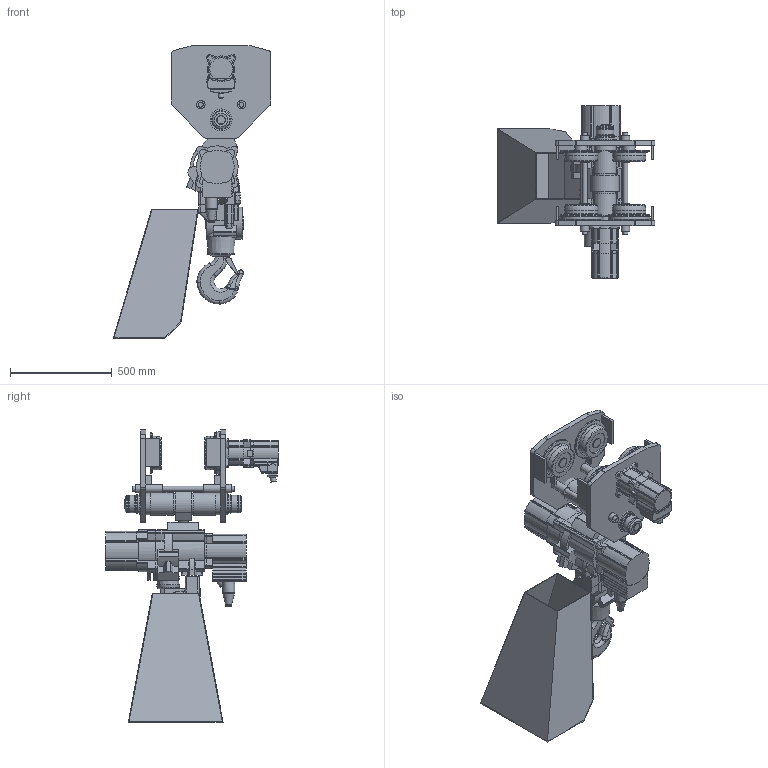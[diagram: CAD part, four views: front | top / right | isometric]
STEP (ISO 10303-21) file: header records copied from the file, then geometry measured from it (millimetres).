
FILE_DESCRIPTION(('STEP AP214'),'1');
FILE_NAME('PMH Profi Lufttelfer 16000-3 TI med driven åkvagn.stp','2013-06-27T08:10:58',(' '),(' '),'Spatial InterOp 3D',' ',' ');
FILE_SCHEMA(('automotive_design'));
Length unit declared in the file: millimetre
Products named in the file (25): Motor BI LUFT; Motor NM3BI; Steuerventil BI Luft; Geraet Profi  16 TI LUFT L; Getriebe TI 257; Mittelteil Profi  16 TI; Unterflasche  16T mit Haken; Unterflasche  16T; Lasthaken  16T; Lastoese 16T; PMH Profi Lufttelfer 16000_3 TI med driven _kvagn; LM 10-15T III LUFT; Hinterteil L10 kpl; Vorderteil L10 kpl; Distanzierung L10 III; Motor NM1BI LUFT; Motor NM1BI; Steuerventil NM1BI; Luftanschluss NM1BI; DP 025-2TI WF; Getriebemotor NM1BI 25 LUFT; Flansch TI GM 25; Getriebe TI 25 GM; Flansch TI GM 25 Abtrieb; Kettenkasten Typ 14
Assembly tree (24 placements, depth 5):
  PMH Profi Lufttelfer 16000_3 TI med driven _kvagn
    Geraet Profi  16 TI LUFT L
      Motor BI LUFT
        Motor NM3BI
        Steuerventil BI Luft
      Getriebe TI 257
      Mittelteil Profi  16 TI
      Unterflasche  16T mit Haken
        Unterflasche  16T
        Lasthaken  16T
      Lastoese 16T
    LM 10-15T III LUFT
      Hinterteil L10 kpl
      Vorderteil L10 kpl
      Distanzierung L10 III
      Getriebemotor NM1BI 25 LUFT
        Motor NM1BI LUFT
          Motor NM1BI
          Steuerventil NM1BI
          Luftanschluss NM1BI
          DP 025-2TI WF
        Flansch TI GM 25
        Getriebe TI 25 GM
        Flansch TI GM 25 Abtrieb
    Kettenkasten Typ 14
Bounding box: 776 x 850.5 x 1438.5 mm (x, y, z)
Volume: 64637888.5 mm3; surface area: 5283987.8 mm2
Topology: 21 solids, 21 shells, 1270 faces, 3290 edges, 2110 vertices
Faces by surface type: cylinder 704, plane 360, torus 108, bspline 49, cone 27, sphere 18, revolution 4
Full cylindrical faces by diameter (mm): 11 x4, 24 x3, 28 x1, 31 x1, 40 x1, 42 x8, 45 x1, 50.228 x4, 58.6 x1, 59 x1, 60 x2, 60.228 x4, 75 x2, 86.603 x4, 87.858 x1, 92 x4, 100 x1, 100.1 x1, 108 x2, 110 x4, 113 x2, 158 x1, 165 x4, 175 x2, 205 x4, 208 x2
Entity records: 56049 total; most frequent: CARTESIAN_POINT 13951, DIRECTION 7121, ORIENTED_EDGE 6272, EDGE_CURVE 3136, AXIS2_PLACEMENT_3D 2921, VERTEX_POINT 2094, CIRCLE 1634, EDGE_LOOP 1478
